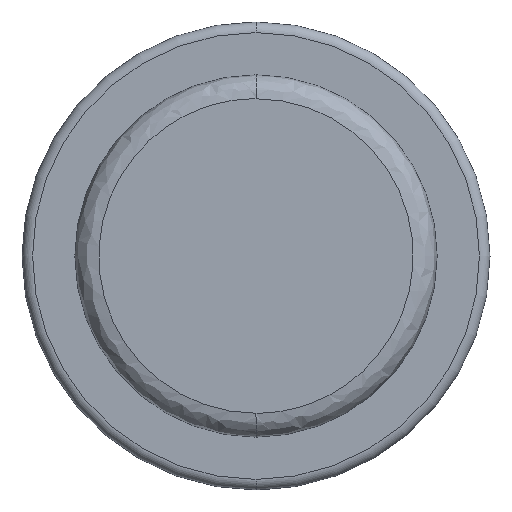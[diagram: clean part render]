
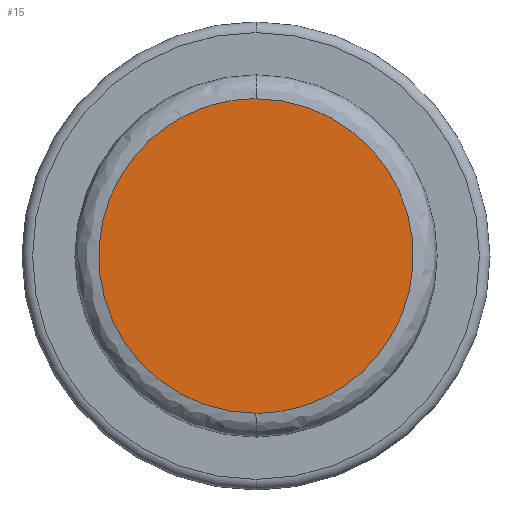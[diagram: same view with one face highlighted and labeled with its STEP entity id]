
A CAD part, front view. The second image highlights one B-rep face of the part: STEP entity #15.
In plain terms, the highlighted planar face has unit normal (0, -1, 0).
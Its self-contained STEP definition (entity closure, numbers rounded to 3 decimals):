
#3 = CARTESIAN_POINT ( 'NONE',  ( 10.416, 0., 0. ) ) ;
#15 = ADVANCED_FACE ( 'NONE', ( #1530 ), #467, .F. ) ;
#52 =( BOUNDED_CURVE ( )  B_SPLINE_CURVE ( 3, ( #1567, #1599, #631, #1544 ),
 .UNSPECIFIED., .F., .T. ) 
 B_SPLINE_CURVE_WITH_KNOTS ( ( 4, 4 ),
 ( 0.5, 1. ),
 .UNSPECIFIED. ) 
 CURVE ( )  GEOMETRIC_REPRESENTATION_ITEM ( )  RATIONAL_B_SPLINE_CURVE ( ( 1., 0.333, 0.333, 1. ) ) 
 REPRESENTATION_ITEM ( '' )  );
#69 = ORIENTED_EDGE ( 'NONE', *, *, #955, .F. ) ;
#171 = EDGE_LOOP ( 'NONE', ( #69, #217 ) ) ;
#217 = ORIENTED_EDGE ( 'NONE', *, *, #452, .F. ) ;
#413 = AXIS2_PLACEMENT_3D ( 'NONE', #3, #1463, #603 ) ;
#452 = EDGE_CURVE ( 'NONE', #1276, #1111, #52, .T. ) ;
#467 = PLANE ( 'NONE',  #413 ) ;
#603 = DIRECTION ( 'NONE',  ( 0., 0., 1. ) ) ;
#631 = CARTESIAN_POINT ( 'NONE',  ( 20.832, 0., -10.416 ) ) ;
#663 = CARTESIAN_POINT ( 'NONE',  ( -20.832, 0., 10.416 ) ) ;
#696 = CARTESIAN_POINT ( 'NONE',  ( 0., 0., 10.416 ) ) ;
#716 = CARTESIAN_POINT ( 'NONE',  ( 0., 0., 10.416 ) ) ;
#766 =( BOUNDED_CURVE ( )  B_SPLINE_CURVE ( 3, ( #1598, #857, #663, #696 ),
 .UNSPECIFIED., .F., .T. ) 
 B_SPLINE_CURVE_WITH_KNOTS ( ( 4, 4 ),
 ( 0., 0.5 ),
 .UNSPECIFIED. ) 
 CURVE ( )  GEOMETRIC_REPRESENTATION_ITEM ( )  RATIONAL_B_SPLINE_CURVE ( ( 1., 0.333, 0.333, 1. ) ) 
 REPRESENTATION_ITEM ( '' )  );
#857 = CARTESIAN_POINT ( 'NONE',  ( -20.832, 0., -10.416 ) ) ;
#955 = EDGE_CURVE ( 'NONE', #1111, #1276, #766, .T. ) ;
#1111 = VERTEX_POINT ( 'NONE', #1543 ) ;
#1276 = VERTEX_POINT ( 'NONE', #716 ) ;
#1463 = DIRECTION ( 'NONE',  ( 0., 1., 0. ) ) ;
#1530 = FACE_OUTER_BOUND ( 'NONE', #171, .T. ) ;
#1543 = CARTESIAN_POINT ( 'NONE',  ( 0., 0., -10.416 ) ) ;
#1544 = CARTESIAN_POINT ( 'NONE',  ( 0., 0., -10.416 ) ) ;
#1567 = CARTESIAN_POINT ( 'NONE',  ( 0., 0., 10.416 ) ) ;
#1598 = CARTESIAN_POINT ( 'NONE',  ( 0., 0., -10.416 ) ) ;
#1599 = CARTESIAN_POINT ( 'NONE',  ( 20.832, 0., 10.416 ) ) ;
